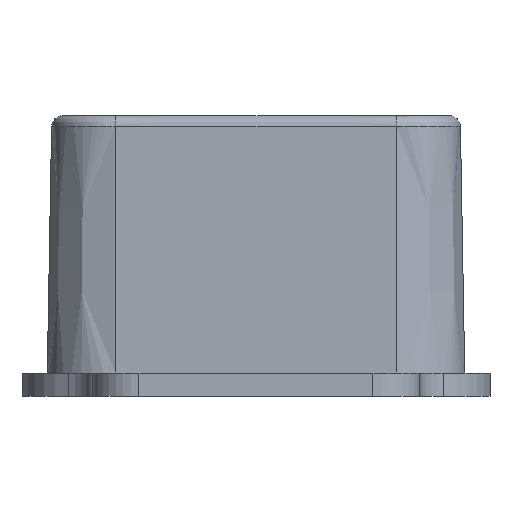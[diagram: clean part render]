
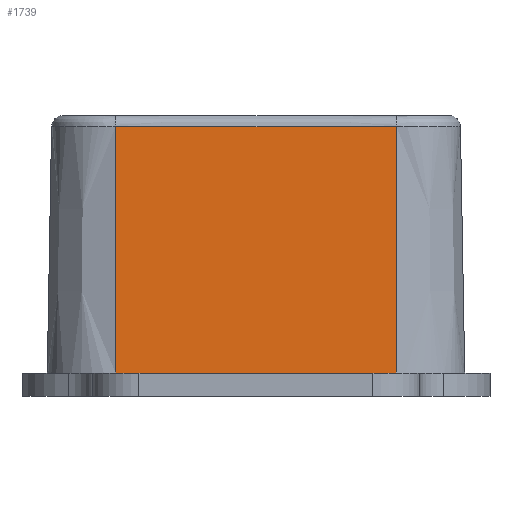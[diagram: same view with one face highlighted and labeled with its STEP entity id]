
A CAD part, left-side view. The second image highlights one B-rep face of the part: STEP entity #1739.
In plain terms, the highlighted planar face has unit normal (-1, 0, 0.018).
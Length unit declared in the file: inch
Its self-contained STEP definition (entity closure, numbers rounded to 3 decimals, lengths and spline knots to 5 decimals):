
#701=CARTESIAN_POINT('',(1.235,-0.75,0.));
#702=VERTEX_POINT('',#701);
#710=CARTESIAN_POINT('',(1.235,0.75,0.));
#711=VERTEX_POINT('',#710);
#712=CARTESIAN_POINT('',(1.235,0.75,0.));
#713=DIRECTION('',(0.,1.,0.));
#714=VECTOR('',#713,1.);
#715=LINE('',#712,#714);
#716=EDGE_CURVE('',#702,#711,#715,.T.);
#824=CARTESIAN_POINT('',(1.25797,-0.75,1.31605));
#825=VERTEX_POINT('',#824);
#842=CARTESIAN_POINT('',(1.25797,0.75,1.31605));
#843=VERTEX_POINT('',#842);
#851=CARTESIAN_POINT('',(1.25797,0.75,1.31605));
#852=CARTESIAN_POINT('',(1.25797,-0.75,1.31605));
#853=B_SPLINE_CURVE_WITH_KNOTS('',1,(#851,#852),.UNSPECIFIED.,.F.,.F.,(2,2),(-1.5,0.),.UNSPECIFIED.);
#854=EDGE_CURVE('',#843,#825,#853,.T.);
#1697=CARTESIAN_POINT('',(1.25797,-0.75,1.31605));
#1698=CARTESIAN_POINT('',(1.235,-0.75,0.));
#1699=B_SPLINE_CURVE_WITH_KNOTS('',1,(#1697,#1698),.UNSPECIFIED.,.F.,.F.,(2,2),(0.04287,1.),.UNSPECIFIED.);
#1700=EDGE_CURVE('',#825,#702,#1699,.T.);
#1724=ORIENTED_EDGE('',*,*,#854,.F.);
#1725=CARTESIAN_POINT('',(1.25797,0.75,1.31605));
#1726=CARTESIAN_POINT('',(1.235,0.75,0.));
#1727=B_SPLINE_CURVE_WITH_KNOTS('',1,(#1725,#1726),.UNSPECIFIED.,.F.,.F.,(2,2),(0.04287,1.),.UNSPECIFIED.);
#1728=EDGE_CURVE('',#843,#711,#1727,.T.);
#1729=ORIENTED_EDGE('',*,*,#1728,.T.);
#1730=ORIENTED_EDGE('',*,*,#716,.F.);
#1731=ORIENTED_EDGE('',*,*,#1700,.F.);
#1732=EDGE_LOOP('',(#1724,#1729,#1730,#1731));
#1733=FACE_OUTER_BOUND('',#1732,.T.);
#1734=CARTESIAN_POINT('',(1.259,0.75,1.375));
#1735=DIRECTION('',(-1.,0.,0.017));
#1736=DIRECTION('',(0.,1.,0.));
#1737=AXIS2_PLACEMENT_3D('',#1734,#1735,#1736);
#1738=PLANE('',#1737);
#1739=ADVANCED_FACE('',(#1733),#1738,.T.);
